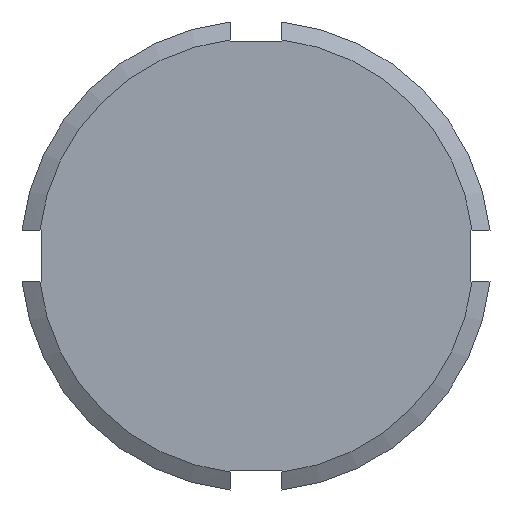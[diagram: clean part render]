
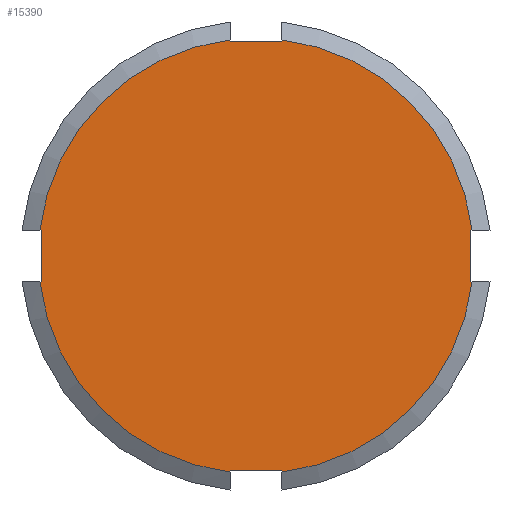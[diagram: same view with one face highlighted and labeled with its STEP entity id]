
A CAD part, front view. The second image highlights one B-rep face of the part: STEP entity #15390.
In plain terms, the highlighted free-form (B-spline) face has degree [1, 1] with [2, 2] control points.
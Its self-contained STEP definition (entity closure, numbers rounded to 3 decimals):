
#2941=CARTESIAN_POINT('',(-42.241,-51.,5.));
#2985=CARTESIAN_POINT('',(-5.,-51.,42.241));
#2995=CARTESIAN_POINT('',(5.,-51.,42.241));
#3039=CARTESIAN_POINT('',(42.241,-51.,5.));
#3049=CARTESIAN_POINT('',(42.241,-51.,-5.));
#3093=CARTESIAN_POINT('',(5.,-51.,-42.241));
#3103=CARTESIAN_POINT('',(-5.,-51.,-42.241));
#3137=CARTESIAN_POINT('',(-42.241,-51.,-5.));
#3149=DIRECTION('',(0.,0.,1.));
#3150=VECTOR('',#3149,10.);
#3151=CARTESIAN_POINT('',(-42.,-51.,-5.));
#3152=LINE('',#3151,#3150);
#3153=DIRECTION('',(-1.,0.,0.));
#3154=VECTOR('',#3153,0.241);
#3155=CARTESIAN_POINT('',(-42.,-51.,5.));
#3156=LINE('',#3155,#3154);
#3157=DIRECTION('',(0.,0.,-1.));
#3158=VECTOR('',#3157,0.241);
#3159=CARTESIAN_POINT('',(-5.,-51.,42.241));
#3160=LINE('',#3159,#3158);
#3161=DIRECTION('',(1.,0.,0.));
#3162=VECTOR('',#3161,10.);
#3163=CARTESIAN_POINT('',(-5.,-51.,42.));
#3164=LINE('',#3163,#3162);
#3165=DIRECTION('',(0.,0.,1.));
#3166=VECTOR('',#3165,0.241);
#3167=CARTESIAN_POINT('',(5.,-51.,42.));
#3168=LINE('',#3167,#3166);
#3169=DIRECTION('',(-1.,0.,0.));
#3170=VECTOR('',#3169,0.241);
#3171=CARTESIAN_POINT('',(42.241,-51.,5.));
#3172=LINE('',#3171,#3170);
#3173=DIRECTION('',(0.,0.,-1.));
#3174=VECTOR('',#3173,10.);
#3175=CARTESIAN_POINT('',(42.,-51.,5.));
#3176=LINE('',#3175,#3174);
#3177=DIRECTION('',(1.,0.,0.));
#3178=VECTOR('',#3177,0.241);
#3179=CARTESIAN_POINT('',(42.,-51.,-5.));
#3180=LINE('',#3179,#3178);
#3181=DIRECTION('',(0.,0.,1.));
#3182=VECTOR('',#3181,0.241);
#3183=CARTESIAN_POINT('',(5.,-51.,-42.241));
#3184=LINE('',#3183,#3182);
#3185=DIRECTION('',(-1.,0.,0.));
#3186=VECTOR('',#3185,10.);
#3187=CARTESIAN_POINT('',(5.,-51.,-42.));
#3188=LINE('',#3187,#3186);
#3189=DIRECTION('',(0.,0.,-1.));
#3190=VECTOR('',#3189,0.241);
#3191=CARTESIAN_POINT('',(-5.,-51.,-42.));
#3192=LINE('',#3191,#3190);
#3193=DIRECTION('',(1.,0.,0.));
#3194=VECTOR('',#3193,0.241);
#3195=CARTESIAN_POINT('',(-42.241,-51.,-5.));
#3196=LINE('',#3195,#3194);
#3202=CARTESIAN_POINT('',(0.,-51.,0.));
#3203=DIRECTION('',(0.,-1.,0.));
#3204=DIRECTION('',(-0.118,0.,0.993));
#3205=AXIS2_PLACEMENT_3D('',#3202,#3203,#3204);
#3212=CARTESIAN_POINT('',(0.,-51.,0.));
#3213=DIRECTION('',(0.,-1.,0.));
#3214=DIRECTION('',(0.993,0.,0.118));
#3215=AXIS2_PLACEMENT_3D('',#3212,#3213,#3214);
#3222=CARTESIAN_POINT('',(0.,-51.,0.));
#3223=DIRECTION('',(0.,-1.,0.));
#3224=DIRECTION('',(0.118,0.,-0.993));
#3225=AXIS2_PLACEMENT_3D('',#3222,#3223,#3224);
#3227=CARTESIAN_POINT('',(0.,-51.,0.));
#3228=DIRECTION('',(0.,-1.,0.));
#3229=DIRECTION('',(-0.993,0.,-0.118));
#3230=AXIS2_PLACEMENT_3D('',#3227,#3228,#3229);
#9455=CARTESIAN_POINT('',(5.,-51.,-42.));
#9456=CARTESIAN_POINT('',(-5.,-51.,-42.));
#9457=VERTEX_POINT('',#9455);
#9458=VERTEX_POINT('',#9456);
#9459=VERTEX_POINT('',#3103);
#9460=VERTEX_POINT('',#3093);
#9499=CARTESIAN_POINT('',(-42.,-51.,-5.));
#9500=CARTESIAN_POINT('',(-42.,-51.,5.));
#9501=VERTEX_POINT('',#9499);
#9502=VERTEX_POINT('',#9500);
#9503=CARTESIAN_POINT('',(-5.,-51.,42.));
#9504=CARTESIAN_POINT('',(5.,-51.,42.));
#9505=VERTEX_POINT('',#9503);
#9506=VERTEX_POINT('',#9504);
#9507=CARTESIAN_POINT('',(42.,-51.,5.));
#9508=CARTESIAN_POINT('',(42.,-51.,-5.));
#9509=VERTEX_POINT('',#9507);
#9510=VERTEX_POINT('',#9508);
#9511=VERTEX_POINT('',#2941);
#9512=VERTEX_POINT('',#3137);
#9513=VERTEX_POINT('',#2995);
#9514=VERTEX_POINT('',#2985);
#9515=VERTEX_POINT('',#3049);
#9516=VERTEX_POINT('',#3039);
#15363=CARTESIAN_POINT('',(43.931,-51.,-43.931));
#15364=CARTESIAN_POINT('',(43.931,-51.,43.931));
#15365=CARTESIAN_POINT('',(-43.931,-51.,-43.931));
#15366=CARTESIAN_POINT('',(-43.931,-51.,43.931));
#15367=B_SPLINE_SURFACE_WITH_KNOTS('',1,1,((#15363,#15364),(#15365,#15366)),
.UNSPECIFIED.,.F.,.F.,.F.,(2,2),(2,2),(-43.931,43.931),(
-43.931,43.931),.UNSPECIFIED.);
#15368=ORIENTED_EDGE('',*,*,#14859,.T.);
#15369=ORIENTED_EDGE('',*,*,#14882,.T.);
#15371=ORIENTED_EDGE('',*,*,#15370,.F.);
#15372=ORIENTED_EDGE('',*,*,#14966,.T.);
#15373=ORIENTED_EDGE('',*,*,#14988,.T.);
#15374=ORIENTED_EDGE('',*,*,#15010,.T.);
#15376=ORIENTED_EDGE('',*,*,#15375,.F.);
#15377=ORIENTED_EDGE('',*,*,#15094,.T.);
#15378=ORIENTED_EDGE('',*,*,#15116,.T.);
#15379=ORIENTED_EDGE('',*,*,#15138,.T.);
#15381=ORIENTED_EDGE('',*,*,#15380,.F.);
#15382=ORIENTED_EDGE('',*,*,#15222,.T.);
#15383=ORIENTED_EDGE('',*,*,#15244,.T.);
#15384=ORIENTED_EDGE('',*,*,#15266,.T.);
#15386=ORIENTED_EDGE('',*,*,#15385,.F.);
#15387=ORIENTED_EDGE('',*,*,#15322,.T.);
#15388=EDGE_LOOP('',(#15368,#15369,#15371,#15372,#15373,#15374,#15376,#15377,
#15378,#15379,#15381,#15382,#15383,#15384,#15386,#15387));
#15389=FACE_OUTER_BOUND('',#15388,.F.);
#15390=ADVANCED_FACE('',(#15389),#15367,.F.);
#3206=CIRCLE('',#3205,42.536);
#3216=CIRCLE('',#3215,42.536);
#3226=CIRCLE('',#3225,42.536);
#3231=CIRCLE('',#3230,42.536);
#14859=EDGE_CURVE('',#9501,#9502,#3152,.T.);
#14882=EDGE_CURVE('',#9502,#9511,#3156,.T.);
#14966=EDGE_CURVE('',#9514,#9505,#3160,.T.);
#14988=EDGE_CURVE('',#9505,#9506,#3164,.T.);
#15010=EDGE_CURVE('',#9506,#9513,#3168,.T.);
#15094=EDGE_CURVE('',#9516,#9509,#3172,.T.);
#15116=EDGE_CURVE('',#9509,#9510,#3176,.T.);
#15138=EDGE_CURVE('',#9510,#9515,#3180,.T.);
#15222=EDGE_CURVE('',#9460,#9457,#3184,.T.);
#15244=EDGE_CURVE('',#9457,#9458,#3188,.T.);
#15266=EDGE_CURVE('',#9458,#9459,#3192,.T.);
#15322=EDGE_CURVE('',#9512,#9501,#3196,.T.);
#15370=EDGE_CURVE('',#9514,#9511,#3206,.T.);
#15375=EDGE_CURVE('',#9516,#9513,#3216,.T.);
#15380=EDGE_CURVE('',#9460,#9515,#3226,.T.);
#15385=EDGE_CURVE('',#9512,#9459,#3231,.T.);
